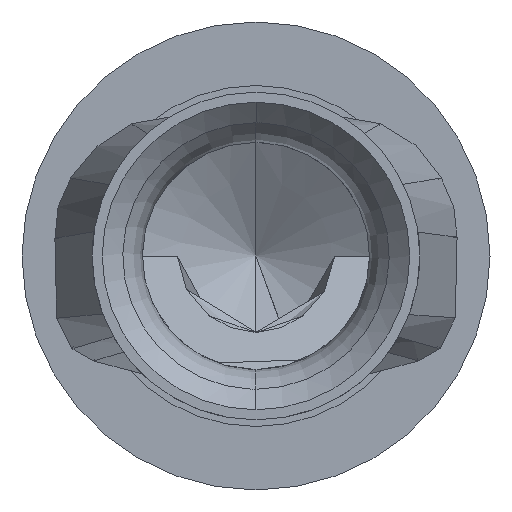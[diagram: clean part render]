
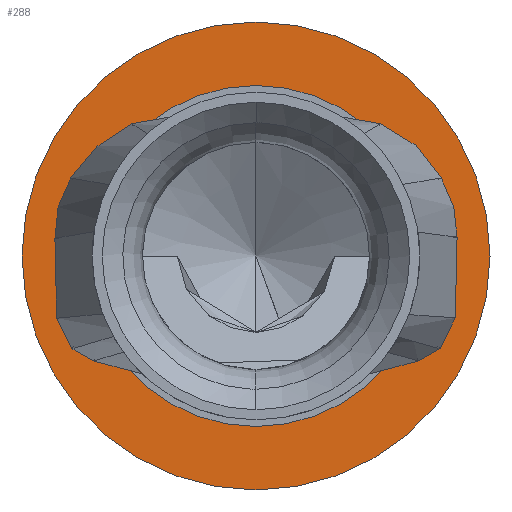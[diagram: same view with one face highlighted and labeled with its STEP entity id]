
A CAD part, left-side view. The second image highlights one B-rep face of the part: STEP entity #288.
In plain terms, the highlighted planar face has unit normal (-1, 0, 0).
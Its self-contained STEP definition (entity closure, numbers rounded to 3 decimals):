
#38=FACE_BOUND('',#522,.T.);
#39=FACE_BOUND('',#523,.T.);
#65=CIRCLE('',#1652,1.75);
#69=CIRCLE('',#1658,1.75);
#70=CIRCLE('',#1660,1.275);
#71=CIRCLE('',#1661,1.275);
#119=PLANE('',#1662);
#288=ADVANCED_FACE('',(#38,#39),#119,.F.);
#522=EDGE_LOOP('',(#781,#782));
#523=EDGE_LOOP('',(#783,#784));
#781=ORIENTED_EDGE('',*,*,#1338,.F.);
#782=ORIENTED_EDGE('',*,*,#1339,.F.);
#783=ORIENTED_EDGE('',*,*,#1331,.F.);
#784=ORIENTED_EDGE('',*,*,#1337,.F.);
#1135=VERTEX_POINT('',#2686);
#1136=VERTEX_POINT('',#2688);
#1140=VERTEX_POINT('',#2702);
#1141=VERTEX_POINT('',#2703);
#1331=EDGE_CURVE('',#1135,#1136,#65,.T.);
#1337=EDGE_CURVE('',#1136,#1135,#69,.T.);
#1338=EDGE_CURVE('',#1140,#1141,#70,.T.);
#1339=EDGE_CURVE('',#1141,#1140,#71,.T.);
#1652=AXIS2_PLACEMENT_3D('',#2687,#1865,#1866);
#1658=AXIS2_PLACEMENT_3D('',#2699,#1879,#1880);
#1660=AXIS2_PLACEMENT_3D('',#2701,#1883,#1884);
#1661=AXIS2_PLACEMENT_3D('',#2704,#1885,#1886);
#1662=AXIS2_PLACEMENT_3D('',#2705,#1887,#1888);
#1865=DIRECTION('',(1.,0.,0.));
#1866=DIRECTION('',(0.,0.,1.));
#1879=DIRECTION('',(1.,0.,0.));
#1880=DIRECTION('',(0.,0.,-1.));
#1883=DIRECTION('',(-1.,0.,0.));
#1884=DIRECTION('',(0.,0.,1.));
#1885=DIRECTION('',(-1.,0.,0.));
#1886=DIRECTION('',(0.,0.,-1.));
#1887=DIRECTION('',(1.,0.,0.));
#1888=DIRECTION('',(0.,0.,-1.));
#2686=CARTESIAN_POINT('',(0.45,0.,1.75));
#2687=CARTESIAN_POINT('',(0.45,0.,0.));
#2688=CARTESIAN_POINT('',(0.45,0.,-1.75));
#2699=CARTESIAN_POINT('',(0.45,0.,0.));
#2701=CARTESIAN_POINT('',(0.45,0.,0.));
#2702=CARTESIAN_POINT('',(0.45,0.,1.275));
#2703=CARTESIAN_POINT('',(0.45,0.,-1.275));
#2704=CARTESIAN_POINT('',(0.45,0.,0.));
#2705=CARTESIAN_POINT('',(0.45,0.,0.));
